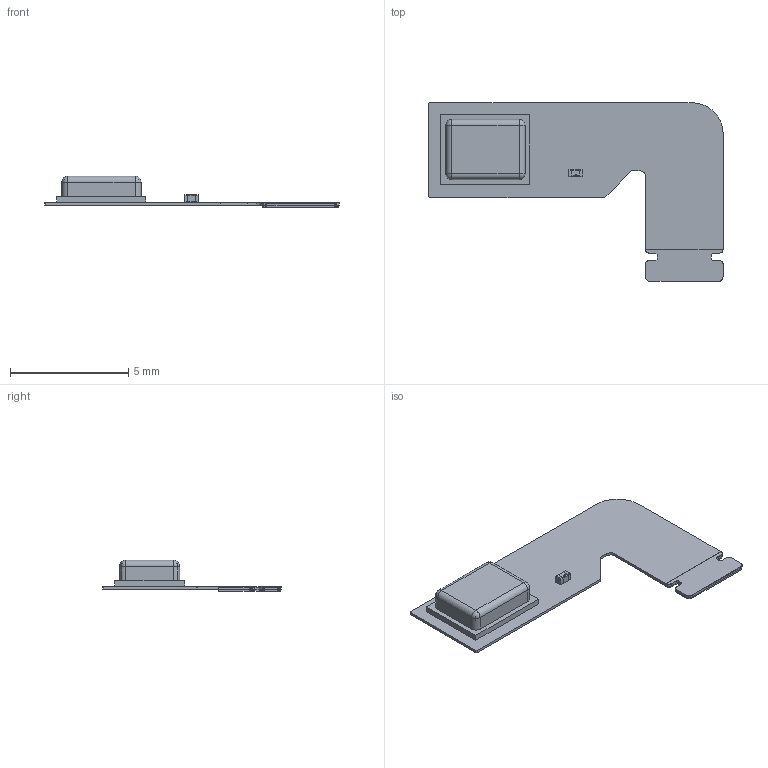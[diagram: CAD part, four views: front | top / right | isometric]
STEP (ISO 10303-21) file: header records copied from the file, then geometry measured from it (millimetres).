
FILE_DESCRIPTION(('Open CASCADE Model'),'2;1');
FILE_NAME('Open CASCADE Shape Model','2022-07-22T12:36:43',('Author'),( 'Open CASCADE'),'Open CASCADE STEP processor 6.8','Open CASCADE 6.8' ,'Unknown');
FILE_SCHEMA(('AUTOMOTIVE_DESIGN { 1 0 10303 214 1 1 1 1 }'));
Length unit declared in the file: millimetre
Products named in the file (15): PCB; Board; Open CASCADE STEP translator 6.8 1.1.1; J1; 6128637328; Extruded; 6128637248; MK1; amm-3738-b-r; C1; Cap_Murata_GRM0335C1HR30BA01D_eec; terminals; body; logo
Assembly tree (14 placements, depth 4):
  PCB
    Board
      Open CASCADE STEP translator 6.8 1.1.1
    J1
      6128637328
        Extruded
      6128637248
        Extruded
    MK1
      amm-3738-b-r
    C1
      Cap_Murata_GRM0335C1HR30BA01D_eec
        terminals
        body
        logo
Bounding box: 12.43 x 7.55 x 1.33 mm (x, y, z)
Volume: 12.7 mm3; surface area: 208.3 mm2
Topology: 15 solids, 15 shells, 388 faces, 1035 edges, 678 vertices
Faces by surface type: plane 213, bspline 108, cylinder 55, sphere 12
Full cylindrical faces by diameter (mm): 0.25 x1, 0.41 x1, 0.56 x2, 0.61 x2, 0.72 x2, 1.24 x1
Entity records: 13258 total; most frequent: CARTESIAN_POINT 3196, ORIENTED_EDGE 2070, DIRECTION 1771, EDGE_CURVE 1035, LINE 701, VECTOR 701, VERTEX_POINT 678, AXIS2_PLACEMENT_3D 535
